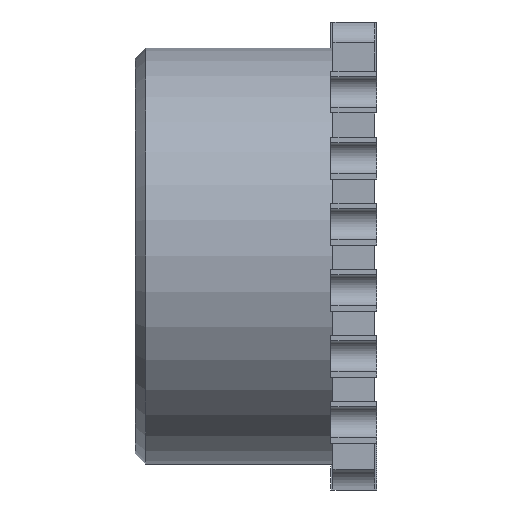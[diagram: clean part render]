
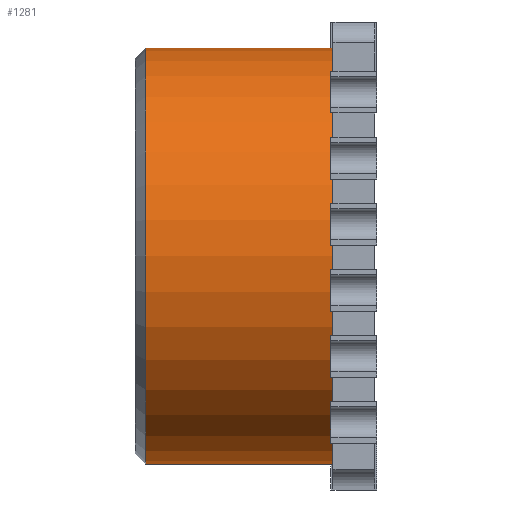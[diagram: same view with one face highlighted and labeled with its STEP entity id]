
A CAD part, left-side view. The second image highlights one B-rep face of the part: STEP entity #1281.
In plain terms, the highlighted cylindrical face has radius 4 mm (diameter 8 mm), a partial arc.
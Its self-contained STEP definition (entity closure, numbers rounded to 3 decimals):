
#121 = DIRECTION ( 'NONE',  ( 0., -1., 0. ) ) ;
#183 = EDGE_CURVE ( 'NONE', #1651, #5232, #3737, .T. ) ;
#192 = DIRECTION ( 'NONE',  ( 0., -1., 0. ) ) ;
#194 = AXIS2_PLACEMENT_3D ( 'NONE', #1003, #3514, #1040 ) ;
#364 = VECTOR ( 'NONE', #2994, 1000. ) ;
#616 = VERTEX_POINT ( 'NONE', #5288 ) ;
#1003 = CARTESIAN_POINT ( 'NONE',  ( 0.55, 4.4, 0. ) ) ;
#1032 = DIRECTION ( 'NONE',  ( 0., 0., 1. ) ) ;
#1040 = DIRECTION ( 'NONE',  ( 0., 0., 1. ) ) ;
#1106 = DIRECTION ( 'NONE',  ( 0., 0., -1. ) ) ;
#1120 = ORIENTED_EDGE ( 'NONE', *, *, #4813, .F. ) ;
#1123 = CARTESIAN_POINT ( 'NONE',  ( 0.55, 4.4, -4. ) ) ;
#1220 = EDGE_CURVE ( 'NONE', #616, #2106, #2562, .T. ) ;
#1281 = ADVANCED_FACE ( 'NONE', ( #4993 ), #2300, .T. ) ;
#1608 = VECTOR ( 'NONE', #121, 1000. ) ;
#1651 = VERTEX_POINT ( 'NONE', #2274 ) ;
#1825 = AXIS2_PLACEMENT_3D ( 'NONE', #3890, #192, #1106 ) ;
#2106 = VERTEX_POINT ( 'NONE', #1123 ) ;
#2266 = DIRECTION ( 'NONE',  ( 0., 1., 0. ) ) ;
#2274 = CARTESIAN_POINT ( 'NONE',  ( 0.55, 0.8, -4. ) ) ;
#2300 = CYLINDRICAL_SURFACE ( 'NONE', #1825, 4. ) ;
#2543 = ORIENTED_EDGE ( 'NONE', *, *, #183, .T. ) ;
#2562 = CIRCLE ( 'NONE', #194, 4. ) ;
#2695 = LINE ( 'NONE', #3387, #1608 ) ;
#2994 = DIRECTION ( 'NONE',  ( 0., -1., 0. ) ) ;
#3184 = EDGE_LOOP ( 'NONE', ( #1120, #5181, #3902, #2543 ) ) ;
#3387 = CARTESIAN_POINT ( 'NONE',  ( 0.55, 4.6, 4. ) ) ;
#3514 = DIRECTION ( 'NONE',  ( 0., -1., 0. ) ) ;
#3526 = CARTESIAN_POINT ( 'NONE',  ( 0.55, 0.8, 4. ) ) ;
#3737 = CIRCLE ( 'NONE', #4087, 4. ) ;
#3882 = CARTESIAN_POINT ( 'NONE',  ( 0.55, 0.8, 0. ) ) ;
#3890 = CARTESIAN_POINT ( 'NONE',  ( 0.55, 4.6, 0. ) ) ;
#3902 = ORIENTED_EDGE ( 'NONE', *, *, #4717, .T. ) ;
#4087 = AXIS2_PLACEMENT_3D ( 'NONE', #3882, #2266, #1032 ) ;
#4281 = CARTESIAN_POINT ( 'NONE',  ( 0.55, 4.6, -4. ) ) ;
#4717 = EDGE_CURVE ( 'NONE', #2106, #1651, #4761, .T. ) ;
#4761 = LINE ( 'NONE', #4281, #364 ) ;
#4813 = EDGE_CURVE ( 'NONE', #616, #5232, #2695, .T. ) ;
#4993 = FACE_OUTER_BOUND ( 'NONE', #3184, .T. ) ;
#5181 = ORIENTED_EDGE ( 'NONE', *, *, #1220, .T. ) ;
#5232 = VERTEX_POINT ( 'NONE', #3526 ) ;
#5288 = CARTESIAN_POINT ( 'NONE',  ( 0.55, 4.4, 4. ) ) ;
